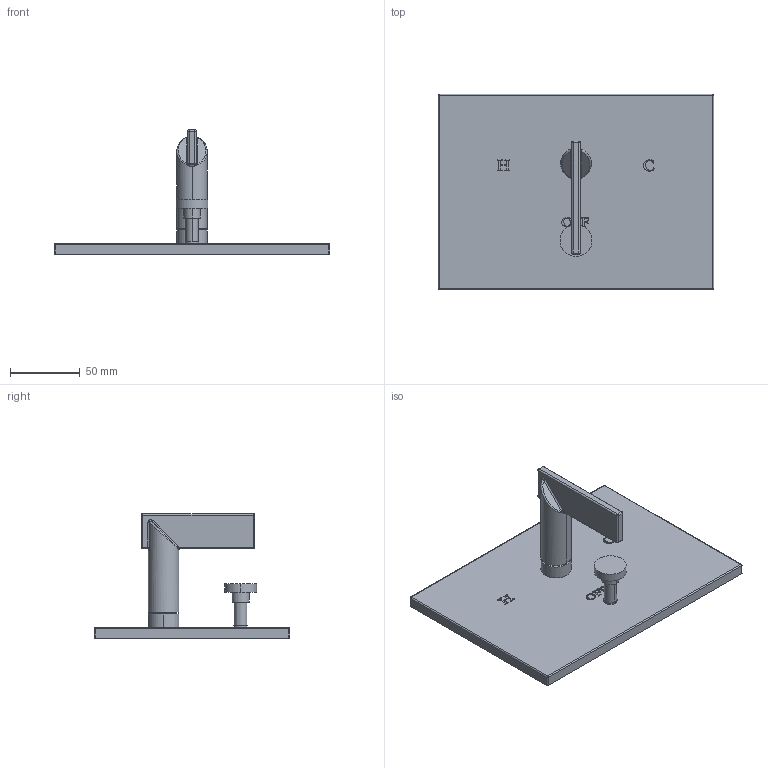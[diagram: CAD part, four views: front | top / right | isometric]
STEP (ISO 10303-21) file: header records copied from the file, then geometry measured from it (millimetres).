
FILE_DESCRIPTION((''),'2;1');
FILE_NAME('5-2542BP','2021-06-08T14:03:41',('jinson.thomas'),(''),'CREO PARAMETRIC BY PTC INC, 2018400','CREO PARAMETRIC BY PTC INC, 2018400','');
FILE_SCHEMA(('CONFIG_CONTROL_DESIGN'));
Length unit declared in the file: inch
Products named in the file (1): 5-2542BP
Bounding box: 196.85 x 139.7 x 89.15 mm (x, y, z)
Volume: 256169.4 mm3; surface area: 71794 mm2
Topology: 1 solids, 1 shells, 333 faces, 895 edges, 576 vertices
Faces by surface type: extrusion 178, plane 64, cylinder 44, bspline 24, sphere 12, cone 9, torus 2
Entity records: 15654 total; most frequent: CARTESIAN_POINT 8111, ORIENTED_EDGE 1786, DIRECTION 1029, EDGE_CURVE 893, B_SPLINE_CURVE_WITH_KNOTS 588, VERTEX_POINT 576, VECTOR 555, LINE 377
